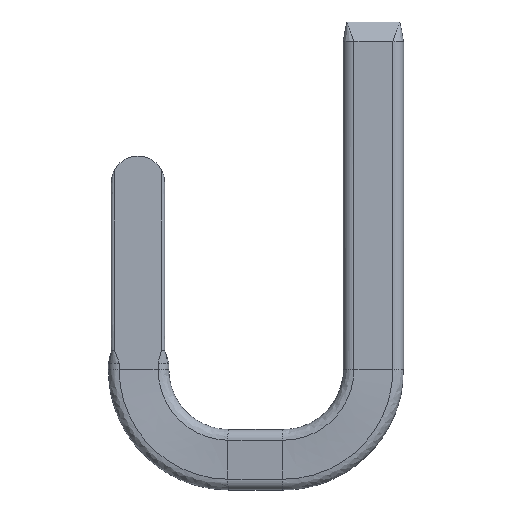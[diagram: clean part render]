
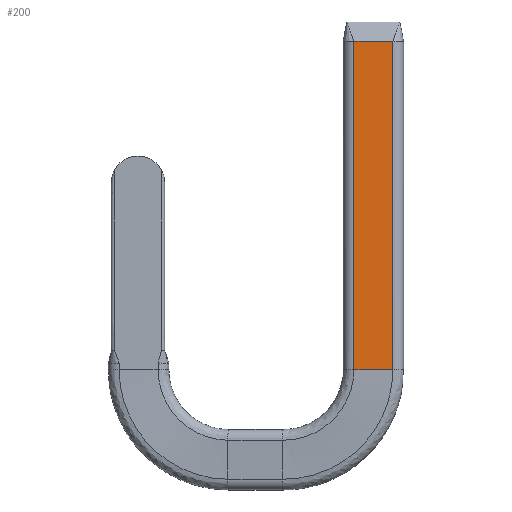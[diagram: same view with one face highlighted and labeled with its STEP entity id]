
A CAD part, front view. The second image highlights one B-rep face of the part: STEP entity #200.
In plain terms, the highlighted planar face has unit normal (0, -1, 0).
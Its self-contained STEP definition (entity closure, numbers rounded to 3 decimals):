
#200=ADVANCED_FACE('',(#302),#278,.T.);
#278=PLANE('',#1329);
#302=FACE_OUTER_BOUND('',#380,.T.);
#380=EDGE_LOOP('',(#458,#459,#460,#461));
#458=ORIENTED_EDGE('',*,*,#953,.F.);
#459=ORIENTED_EDGE('',*,*,#954,.T.);
#460=ORIENTED_EDGE('',*,*,#955,.T.);
#461=ORIENTED_EDGE('',*,*,#956,.F.);
#836=VERTEX_POINT('',#1613);
#837=VERTEX_POINT('',#1614);
#838=VERTEX_POINT('',#1616);
#839=VERTEX_POINT('',#1618);
#953=EDGE_CURVE('',#836,#837,#1142,.T.);
#954=EDGE_CURVE('',#836,#838,#1143,.T.);
#955=EDGE_CURVE('',#838,#839,#1144,.T.);
#956=EDGE_CURVE('',#837,#839,#1145,.T.);
#1142=LINE('',#1612,#1231);
#1143=LINE('',#1615,#1232);
#1144=LINE('',#1617,#1233);
#1145=LINE('',#1619,#1234);
#1231=VECTOR('',#1392,1.);
#1232=VECTOR('',#1393,1.);
#1233=VECTOR('',#1394,1.);
#1234=VECTOR('',#1395,1.);
#1329=AXIS2_PLACEMENT_3D('',#1620,#1396,#1397);
#1392=DIRECTION('',(0.,0.,1.));
#1393=DIRECTION('',(1.,0.,0.));
#1394=DIRECTION('',(0.,0.,1.));
#1395=DIRECTION('',(1.,0.,0.));
#1396=DIRECTION('',(0.,-1.,0.));
#1397=DIRECTION('',(-1.,0.,0.));
#1612=CARTESIAN_POINT('',(-3.025,-1.675,-38.));
#1613=CARTESIAN_POINT('',(-3.025,-1.675,-38.));
#1614=CARTESIAN_POINT('',(-3.025,-1.675,13.003));
#1615=CARTESIAN_POINT('',(-3.025,-1.675,-38.));
#1616=CARTESIAN_POINT('',(3.025,-1.675,-38.));
#1617=CARTESIAN_POINT('',(3.025,-1.675,-38.));
#1618=CARTESIAN_POINT('',(3.025,-1.675,13.003));
#1619=CARTESIAN_POINT('',(-3.025,-1.675,13.003));
#1620=CARTESIAN_POINT('',(-3.025,-1.675,-38.));
